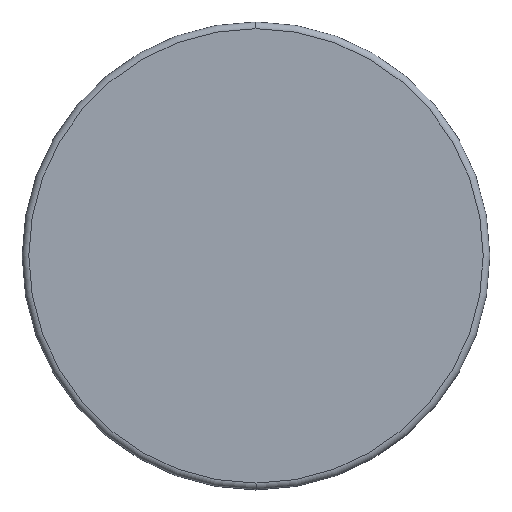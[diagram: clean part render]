
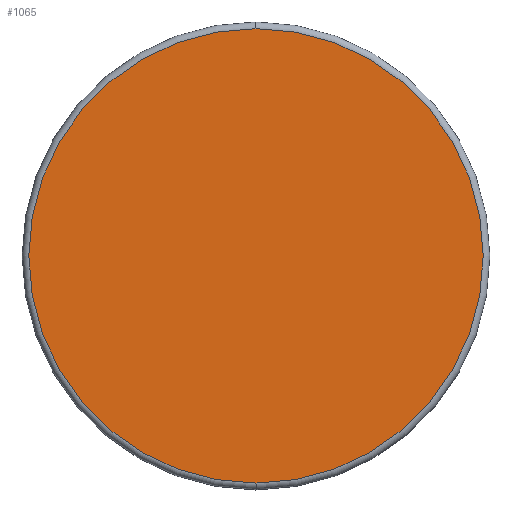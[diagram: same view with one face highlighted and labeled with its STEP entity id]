
A CAD part, top view. The second image highlights one B-rep face of the part: STEP entity #1065.
In plain terms, the highlighted planar face has unit normal (0, 0, 1).
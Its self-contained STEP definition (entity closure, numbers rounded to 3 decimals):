
#880=CARTESIAN_POINT('',(0.,0.,10.));
#881=DIRECTION('',(0.,0.,1.));
#882=DIRECTION('',(0.,1.,0.));
#883=AXIS2_PLACEMENT_3D('',#880,#881,#882);
#888=CARTESIAN_POINT('',(0.,0.,10.));
#889=DIRECTION('',(0.,0.,1.));
#890=DIRECTION('',(0.,-1.,0.));
#891=AXIS2_PLACEMENT_3D('',#888,#889,#890);
#912=CARTESIAN_POINT('',(0.,102.,10.));
#913=CARTESIAN_POINT('',(0.,-102.,10.));
#914=VERTEX_POINT('',#912);
#915=VERTEX_POINT('',#913);
#1055=CARTESIAN_POINT('',(0.,0.,10.));
#1056=DIRECTION('',(0.,0.,1.));
#1057=DIRECTION('',(0.,1.,0.));
#1058=AXIS2_PLACEMENT_3D('',#1055,#1056,#1057);
#1059=PLANE('',#1058);
#1060=ORIENTED_EDGE('',*,*,#1045,.F.);
#1062=ORIENTED_EDGE('',*,*,#1061,.F.);
#1063=EDGE_LOOP('',(#1060,#1062));
#1064=FACE_OUTER_BOUND('',#1063,.F.);
#1065=ADVANCED_FACE('',(#1064),#1059,.T.);
#884=CIRCLE('',#883,102.);
#892=CIRCLE('',#891,102.);
#1045=EDGE_CURVE('',#914,#915,#884,.T.);
#1061=EDGE_CURVE('',#915,#914,#892,.T.);
